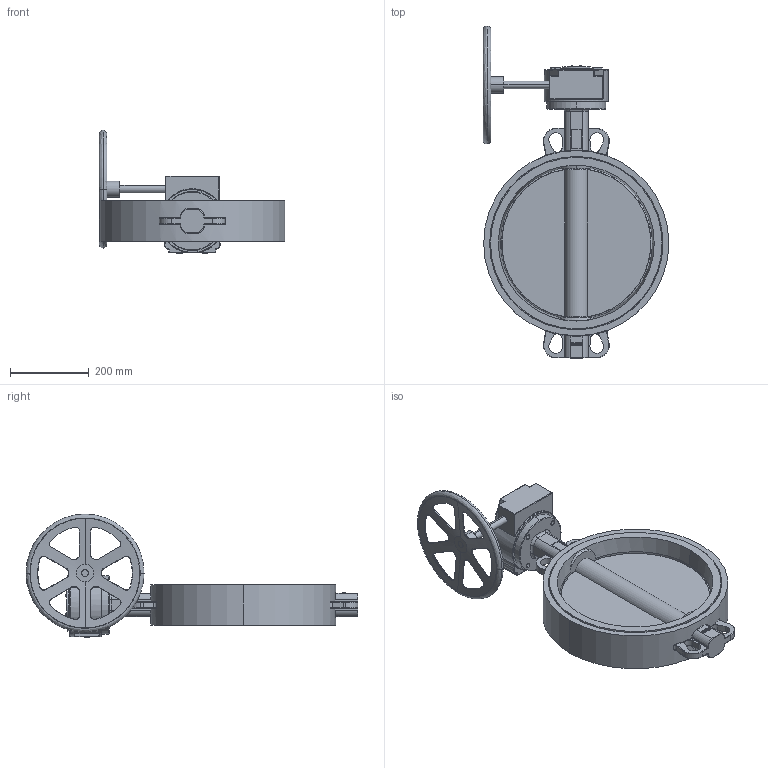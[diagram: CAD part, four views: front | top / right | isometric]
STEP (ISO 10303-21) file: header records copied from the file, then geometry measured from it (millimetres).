
FILE_DESCRIPTION (( 'STEP AP203' ), '1' );
FILE_NAME ('J9_DN400_gear.STEP', '2020-03-04T07:29:44', ( '' ), ( '' ), 'SwSTEP 2.0', 'SolidWorks 2017', '' );
FILE_SCHEMA (( 'CONFIG_CONTROL_DESIGN' ));
Products named in the file (1): J9_DN400_gear
Bounding box: 472.5 x 844 x 314.5 mm (x, y, z)
Volume: 11661874.2 mm3; surface area: 969266.1 mm2
Topology: 1 solids, 11 shells, 1022 faces, 2524 edges, 1511 vertices
Faces by surface type: plane 334, bspline 281, cylinder 252, cone 86, torus 62, sphere 7
Entity records: 45405 total; most frequent: CARTESIAN_POINT 23211, ORIENTED_EDGE 4918, DIRECTION 4168, EDGE_CURVE 2459, AXIS2_PLACEMENT_3D 1610, VERTEX_POINT 1511, EDGE_LOOP 1102, FACE_OUTER_BOUND 1022
